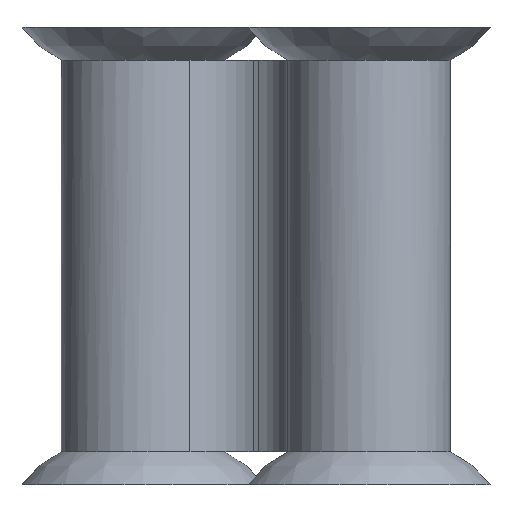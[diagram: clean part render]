
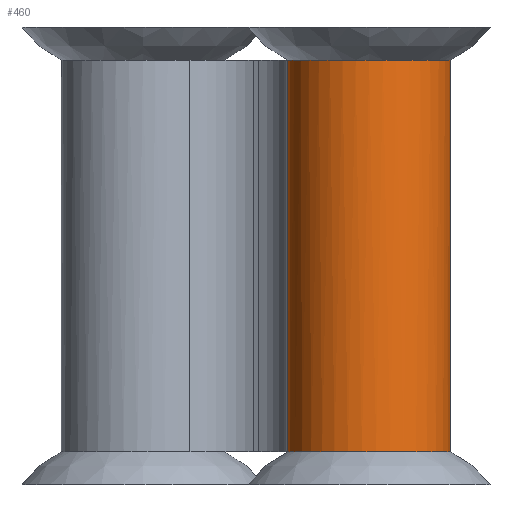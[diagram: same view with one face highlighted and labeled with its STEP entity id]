
A CAD part, left-side view. The second image highlights one B-rep face of the part: STEP entity #460.
In plain terms, the highlighted cylindrical face has radius 12.5 mm (diameter 25 mm), a partial arc.
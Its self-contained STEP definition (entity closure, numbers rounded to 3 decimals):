
#23=CYLINDRICAL_SURFACE('',#532,12.5);
#47=FACE_OUTER_BOUND('',#78,.T.);
#78=EDGE_LOOP('',(#348,#349,#350,#351,#352));
#118=LINE('',#815,#137);
#119=LINE('',#817,#138);
#137=VECTOR('',#655,60.);
#138=VECTOR('',#658,60.);
#175=CIRCLE('',#533,12.5);
#176=CIRCLE('',#534,12.5);
#177=CIRCLE('',#535,12.5);
#196=VERTEX_POINT('',#740);
#198=VERTEX_POINT('',#743);
#210=VERTEX_POINT('',#768);
#211=VERTEX_POINT('',#770);
#225=VERTEX_POINT('',#813);
#277=EDGE_CURVE('',#210,#225,#175,.T.);
#278=EDGE_CURVE('',#210,#198,#118,.T.);
#279=EDGE_CURVE('',#198,#196,#176,.T.);
#280=EDGE_CURVE('',#196,#211,#119,.F.);
#281=EDGE_CURVE('',#225,#211,#177,.T.);
#348=ORIENTED_EDGE('',*,*,#277,.F.);
#349=ORIENTED_EDGE('',*,*,#278,.T.);
#350=ORIENTED_EDGE('',*,*,#279,.T.);
#351=ORIENTED_EDGE('',*,*,#280,.T.);
#352=ORIENTED_EDGE('',*,*,#281,.F.);
#460=ADVANCED_FACE('',(#47),#23,.T.);
#532=AXIS2_PLACEMENT_3D('',#812,#651,#652);
#533=AXIS2_PLACEMENT_3D('',#814,#653,#654);
#534=AXIS2_PLACEMENT_3D('',#816,#656,#657);
#535=AXIS2_PLACEMENT_3D('',#818,#659,#660);
#651=DIRECTION('center_axis',(0.,0.,-1.));
#652=DIRECTION('ref_axis',(-1.,0.,0.));
#653=DIRECTION('center_axis',(0.,0.,1.));
#654=DIRECTION('ref_axis',(1.,0.,0.));
#655=DIRECTION('',(0.,0.,-1.));
#656=DIRECTION('center_axis',(0.,0.,1.));
#657=DIRECTION('ref_axis',(1.,0.,0.));
#658=DIRECTION('',(0.,0.,-1.));
#659=DIRECTION('center_axis',(0.,0.,1.));
#660=DIRECTION('ref_axis',(1.,0.,0.));
#740=CARTESIAN_POINT('',(-8.644,-16.778,0.));
#743=CARTESIAN_POINT('',(-18.852,0.902,0.));
#768=CARTESIAN_POINT('',(-18.852,0.902,60.));
#770=CARTESIAN_POINT('',(-8.644,-16.778,60.));
#812=CARTESIAN_POINT('Origin',(-19.997,-11.545,60.));
#813=CARTESIAN_POINT('',(-32.497,-11.545,60.));
#814=CARTESIAN_POINT('Origin',(-19.997,-11.545,60.));
#815=CARTESIAN_POINT('',(-18.852,0.902,60.));
#816=CARTESIAN_POINT('Origin',(-19.997,-11.545,0.));
#817=CARTESIAN_POINT('',(-8.644,-16.778,60.));
#818=CARTESIAN_POINT('Origin',(-19.997,-11.545,60.));
